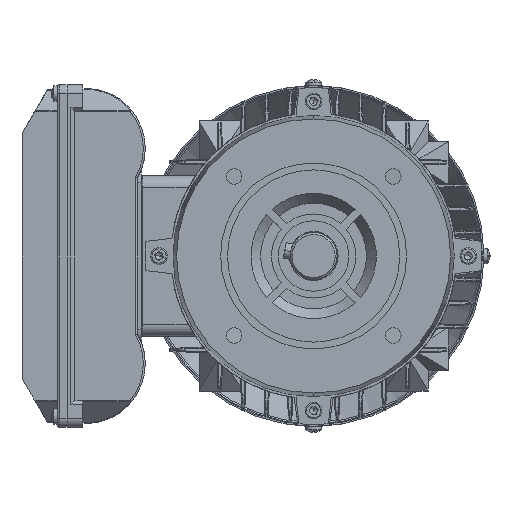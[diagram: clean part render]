
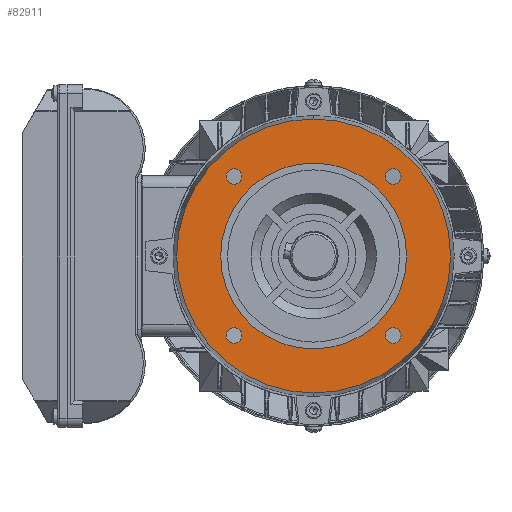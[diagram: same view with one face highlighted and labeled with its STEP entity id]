
A CAD part, left-side view. The second image highlights one B-rep face of the part: STEP entity #82911.
In plain terms, the highlighted planar face has unit normal (-1, 0, 0).
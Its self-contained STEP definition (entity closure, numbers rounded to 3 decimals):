
#24917 = DIRECTION ( 'NONE',  ( 0., 0., 1. ) ) ;
#24918 = DIRECTION ( 'NONE',  ( -1., 0., 0. ) ) ;
#24919 = CARTESIAN_POINT ( 'NONE',  ( 3., 0., 0. ) ) ;
#24920 = AXIS2_PLACEMENT_3D ( 'NONE', #24919, #24918, #24917 ) ;
#24921 = CIRCLE ( 'NONE', #24920, 70. ) ;
#24962 = DIRECTION ( 'NONE',  ( 0., 0., 1. ) ) ;
#24963 = DIRECTION ( 'NONE',  ( -1., 0., 0. ) ) ;
#24964 = AXIS2_PLACEMENT_3D ( 'NONE', #24966, #24963, #24962 ) ;
#24966 = CARTESIAN_POINT ( 'NONE',  ( 3., -28.387, 0. ) ) ;
#24967 = PLANE ( 'NONE',  #24964 ) ;
#24968 = FACE_BOUND ( 'NONE', #82941, .T. ) ;
#24969 = FACE_OUTER_BOUND ( 'NONE', #82953, .T. ) ;
#24970 = FACE_BOUND ( 'NONE', #83001, .T. ) ;
#24971 = FACE_BOUND ( 'NONE', #82956, .T. ) ;
#24972 = FACE_BOUND ( 'NONE', #83004, .T. ) ;
#24973 = FACE_BOUND ( 'NONE', #82896, .T. ) ;
#24993 = DIRECTION ( 'NONE',  ( 0., 0., 1. ) ) ;
#24994 = DIRECTION ( 'NONE',  ( -1., 0., 0. ) ) ;
#24995 = CARTESIAN_POINT ( 'NONE',  ( 3., -40.659, -40.659 ) ) ;
#24996 = AXIS2_PLACEMENT_3D ( 'NONE', #24995, #24994, #24993 ) ;
#24997 = CIRCLE ( 'NONE', #24996, 4. ) ;
#25041 = DIRECTION ( 'NONE',  ( 0., 0., 1. ) ) ;
#25042 = DIRECTION ( 'NONE',  ( -1., 0., 0. ) ) ;
#25043 = CARTESIAN_POINT ( 'NONE',  ( 3., 40.659, -40.659 ) ) ;
#25044 = AXIS2_PLACEMENT_3D ( 'NONE', #25043, #25042, #25041 ) ;
#25045 = CIRCLE ( 'NONE', #25044, 4. ) ;
#25046 = DIRECTION ( 'NONE',  ( 0., 0., 1. ) ) ;
#25047 = DIRECTION ( 'NONE',  ( -1., 0., 0. ) ) ;
#25048 = CARTESIAN_POINT ( 'NONE',  ( 3., 0., 0. ) ) ;
#25049 = AXIS2_PLACEMENT_3D ( 'NONE', #25048, #25047, #25046 ) ;
#25050 = CIRCLE ( 'NONE', #25049, 47.5 ) ;
#25089 = AXIS2_PLACEMENT_3D ( 'NONE', #25095, #25149, #25148 ) ;
#25090 = CIRCLE ( 'NONE', #25089, 4. ) ;
#25091 = DIRECTION ( 'NONE',  ( 0., 0., 1. ) ) ;
#25092 = DIRECTION ( 'NONE',  ( -1., 0., 0. ) ) ;
#25093 = AXIS2_PLACEMENT_3D ( 'NONE', #25100, #25092, #25091 ) ;
#25094 = CIRCLE ( 'NONE', #25093, 4. ) ;
#25095 = CARTESIAN_POINT ( 'NONE',  ( 3., 40.659, 40.659 ) ) ;
#25100 = CARTESIAN_POINT ( 'NONE',  ( 3., -40.659, 40.659 ) ) ;
#25148 = DIRECTION ( 'NONE',  ( 0., 0., 1. ) ) ;
#25149 = DIRECTION ( 'NONE',  ( -1., 0., 0. ) ) ;
#32390 = CARTESIAN_POINT ( 'NONE',  ( 3., -40.659, 44.659 ) ) ;
#32415 = DIRECTION ( 'NONE',  ( 0., 0., 1. ) ) ;
#32416 = DIRECTION ( 'NONE',  ( -1., 0., 0. ) ) ;
#32417 = AXIS2_PLACEMENT_3D ( 'NONE', #32425, #32416, #32415 ) ;
#32418 = CIRCLE ( 'NONE', #32417, 4. ) ;
#32425 = CARTESIAN_POINT ( 'NONE',  ( 3., -40.659, 40.659 ) ) ;
#32430 = CARTESIAN_POINT ( 'NONE',  ( 3., -40.659, 36.659 ) ) ;
#32548 = DIRECTION ( 'NONE',  ( 0., 0., 1. ) ) ;
#32549 = DIRECTION ( 'NONE',  ( -1., 0., 0. ) ) ;
#32550 = CARTESIAN_POINT ( 'NONE',  ( 3., -40.659, -40.659 ) ) ;
#32551 = AXIS2_PLACEMENT_3D ( 'NONE', #32550, #32549, #32548 ) ;
#32552 = CIRCLE ( 'NONE', #32551, 4. ) ;
#32558 = CARTESIAN_POINT ( 'NONE',  ( 3., -40.659, -36.659 ) ) ;
#32561 = CARTESIAN_POINT ( 'NONE',  ( 3., -40.659, -44.659 ) ) ;
#32694 = CARTESIAN_POINT ( 'NONE',  ( 3., 40.659, -36.659 ) ) ;
#32695 = CARTESIAN_POINT ( 'NONE',  ( 3., 40.659, -44.659 ) ) ;
#32696 = DIRECTION ( 'NONE',  ( 0., 0., 1. ) ) ;
#32697 = DIRECTION ( 'NONE',  ( -1., 0., 0. ) ) ;
#32698 = CARTESIAN_POINT ( 'NONE',  ( 3., 40.659, -40.659 ) ) ;
#32699 = AXIS2_PLACEMENT_3D ( 'NONE', #32698, #32697, #32696 ) ;
#32704 = CIRCLE ( 'NONE', #32699, 4. ) ;
#32731 = CARTESIAN_POINT ( 'NONE',  ( 3., 40.659, 44.659 ) ) ;
#32732 = CARTESIAN_POINT ( 'NONE',  ( 3., 40.659, 36.659 ) ) ;
#32733 = DIRECTION ( 'NONE',  ( 0., 0., 1. ) ) ;
#32734 = DIRECTION ( 'NONE',  ( -1., 0., 0. ) ) ;
#32735 = CARTESIAN_POINT ( 'NONE',  ( 3., 40.659, 40.659 ) ) ;
#32736 = AXIS2_PLACEMENT_3D ( 'NONE', #32735, #32734, #32733 ) ;
#32742 = CIRCLE ( 'NONE', #32736, 4. ) ;
#43165 = VERTEX_POINT ( 'NONE', #52521 ) ;
#43189 = EDGE_CURVE ( 'NONE', #43192, #43195, #52596, .T. ) ;
#43192 = VERTEX_POINT ( 'NONE', #52574 ) ;
#43195 = VERTEX_POINT ( 'NONE', #52696 ) ;
#43482 = EDGE_CURVE ( 'NONE', #43484, #43165, #53446, .T. ) ;
#43484 = VERTEX_POINT ( 'NONE', #53426 ) ;
#52521 = CARTESIAN_POINT ( 'NONE',  ( 3., 0., -70. ) ) ;
#52574 = CARTESIAN_POINT ( 'NONE',  ( 3., 0., 47.5 ) ) ;
#52589 = DIRECTION ( 'NONE',  ( 0., 0., 1. ) ) ;
#52591 = DIRECTION ( 'NONE',  ( -1., 0., 0. ) ) ;
#52593 = CARTESIAN_POINT ( 'NONE',  ( 3., 0., 0. ) ) ;
#52595 = AXIS2_PLACEMENT_3D ( 'NONE', #52593, #52591, #52589 ) ;
#52596 = CIRCLE ( 'NONE', #52595, 47.5 ) ;
#52696 = CARTESIAN_POINT ( 'NONE',  ( 3., 0., -47.5 ) ) ;
#53426 = CARTESIAN_POINT ( 'NONE',  ( 3., 0., 70. ) ) ;
#53439 = DIRECTION ( 'NONE',  ( 0., 0., 1. ) ) ;
#53441 = DIRECTION ( 'NONE',  ( -1., 0., 0. ) ) ;
#53442 = CARTESIAN_POINT ( 'NONE',  ( 3., 0., 0. ) ) ;
#53444 = AXIS2_PLACEMENT_3D ( 'NONE', #53442, #53441, #53439 ) ;
#53446 = CIRCLE ( 'NONE', #53444, 70. ) ;
#82565 = ORIENTED_EDGE ( 'NONE', *, *, #87227, .F. ) ;
#82896 = EDGE_LOOP ( 'NONE', ( #82565, #83003 ) ) ;
#82898 = EDGE_CURVE ( 'NONE', #43165, #43484, #24921, .T. ) ;
#82911 = ADVANCED_FACE ( 'NONE', ( #24973, #24972, #24971, #24970, #24969, #24968 ), #24967, .T. ) ;
#82935 = ORIENTED_EDGE ( 'NONE', *, *, #82958, .F. ) ;
#82941 = EDGE_LOOP ( 'NONE', ( #82942, #82935 ) ) ;
#82942 = ORIENTED_EDGE ( 'NONE', *, *, #43189, .F. ) ;
#82945 = ORIENTED_EDGE ( 'NONE', *, *, #87373, .F. ) ;
#82946 = ORIENTED_EDGE ( 'NONE', *, *, #82998, .F. ) ;
#82947 = ORIENTED_EDGE ( 'NONE', *, *, #43482, .T. ) ;
#82948 = ORIENTED_EDGE ( 'NONE', *, *, #82898, .T. ) ;
#82953 = EDGE_LOOP ( 'NONE', ( #82947, #82948 ) ) ;
#82954 = EDGE_CURVE ( 'NONE', #87287, #87285, #24997, .T. ) ;
#82955 = ORIENTED_EDGE ( 'NONE', *, *, #87289, .F. ) ;
#82956 = EDGE_LOOP ( 'NONE', ( #83000, #83005 ) ) ;
#82958 = EDGE_CURVE ( 'NONE', #43195, #43192, #25050, .T. ) ;
#82961 = EDGE_CURVE ( 'NONE', #87361, #87360, #25045, .T. ) ;
#82997 = EDGE_CURVE ( 'NONE', #87212, #87224, #25094, .T. ) ;
#82998 = EDGE_CURVE ( 'NONE', #87375, #87374, #25090, .T. ) ;
#83000 = ORIENTED_EDGE ( 'NONE', *, *, #87359, .F. ) ;
#83001 = EDGE_LOOP ( 'NONE', ( #82945, #82946 ) ) ;
#83003 = ORIENTED_EDGE ( 'NONE', *, *, #82997, .F. ) ;
#83004 = EDGE_LOOP ( 'NONE', ( #82955, #83008 ) ) ;
#83005 = ORIENTED_EDGE ( 'NONE', *, *, #82961, .F. ) ;
#83008 = ORIENTED_EDGE ( 'NONE', *, *, #82954, .F. ) ;
#87212 = VERTEX_POINT ( 'NONE', #32390 ) ;
#87224 = VERTEX_POINT ( 'NONE', #32430 ) ;
#87227 = EDGE_CURVE ( 'NONE', #87224, #87212, #32418, .T. ) ;
#87285 = VERTEX_POINT ( 'NONE', #32561 ) ;
#87287 = VERTEX_POINT ( 'NONE', #32558 ) ;
#87289 = EDGE_CURVE ( 'NONE', #87285, #87287, #32552, .T. ) ;
#87359 = EDGE_CURVE ( 'NONE', #87360, #87361, #32704, .T. ) ;
#87360 = VERTEX_POINT ( 'NONE', #32695 ) ;
#87361 = VERTEX_POINT ( 'NONE', #32694 ) ;
#87373 = EDGE_CURVE ( 'NONE', #87374, #87375, #32742, .T. ) ;
#87374 = VERTEX_POINT ( 'NONE', #32732 ) ;
#87375 = VERTEX_POINT ( 'NONE', #32731 ) ;
